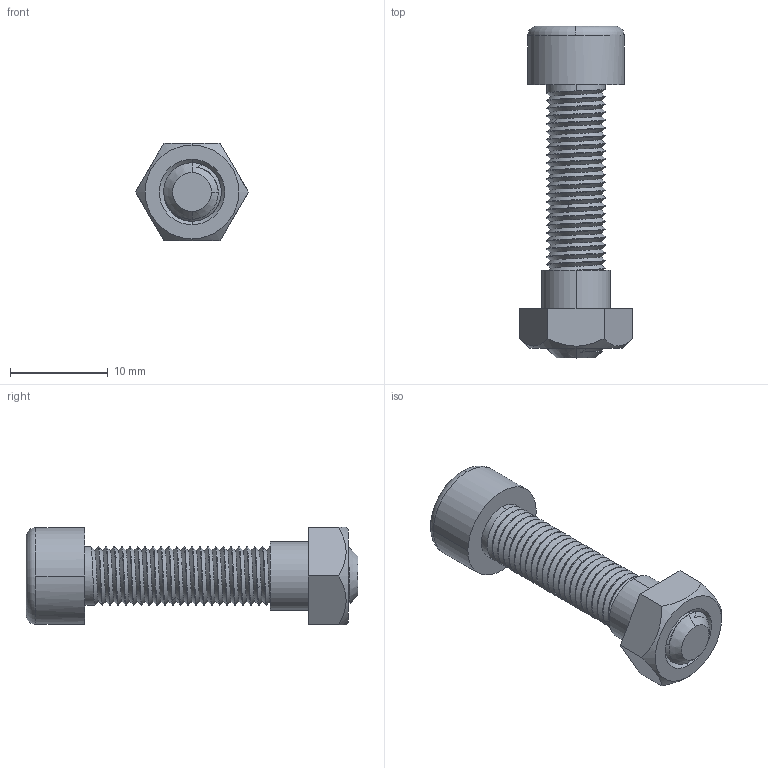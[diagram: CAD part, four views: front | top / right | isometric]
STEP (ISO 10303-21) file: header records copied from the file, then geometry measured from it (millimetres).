
FILE_DESCRIPTION (( 'STEP AP214' ), '1' );
FILE_NAME ('B325 Âèíò îöèíê. DIN 912 Ì6õ28 ñ ãàéêîé.STEP', '2023-11-14T14:56:21', ( '' ), ( '' ), 'SwSTEP 2.0', 'SolidWorks 2022', '' );
FILE_SCHEMA (( 'AUTOMOTIVE_DESIGN' ));
Length unit declared in the file: millimetre
Products named in the file (1): B325 Винт оцинк. DIN 912 М6х28 с гайкой
Bounding box: 11.55 x 34 x 10 mm (x, y, z)
Volume: 1357.4 mm3; surface area: 1599 mm2
Topology: 2 solids, 2 shells, 152 faces, 415 edges, 270 vertices
Faces by surface type: cylinder 93, bspline 28, plane 20, cone 9, torus 2
Entity records: 14359 total; most frequent: CARTESIAN_POINT 9362, ORIENTED_EDGE 830, DIRECTION 440, EDGE_CURVE 415, VERTEX_POINT 270, B_SPLINE_CURVE_WITH_KNOTS 254, EDGE_LOOP 157, UNCERTAINTY_MEASURE_WITH_UNIT 156
